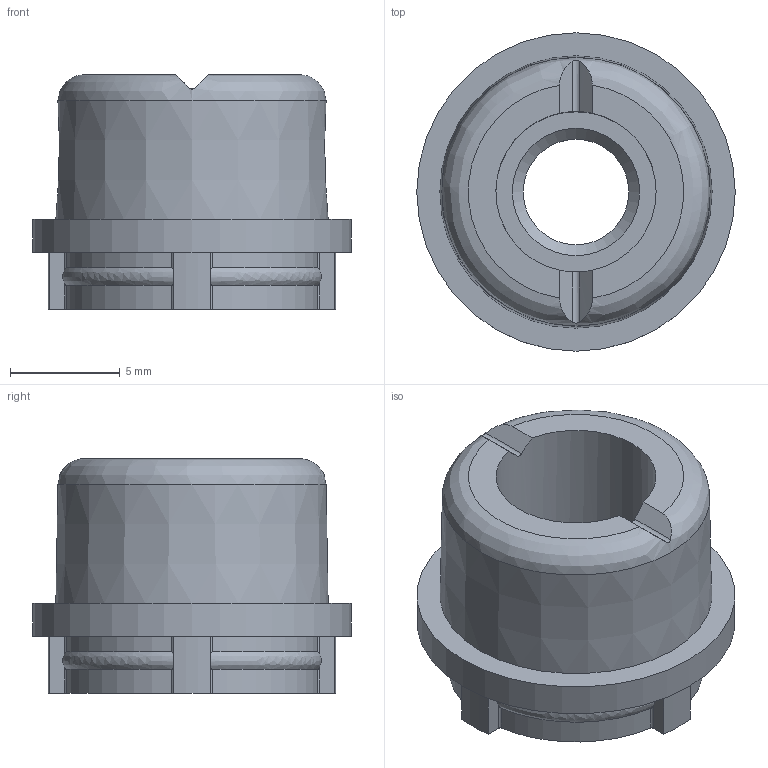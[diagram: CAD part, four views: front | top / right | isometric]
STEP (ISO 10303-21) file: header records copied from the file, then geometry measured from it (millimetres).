
FILE_DESCRIPTION(/* description */ (''),/* implementation_level */ '2;1');
FILE_NAME(/* name */ '100740438ugm000_a.stp',/* time_stamp */ '2017-09-26T12:30:00+02:00',/* author */ (''),/* organization */ (''),/* preprocessor_version */ 'ST-DEVELOPER v16',/* originating_system */ 'SIEMENS PLM Software NX 10.0',/* authorisation */ '');
FILE_SCHEMA (('AUTOMOTIVE_DESIGN { 1 0 10303 214 3 1 1 1 }'));
Length unit declared in the file: millimetre
Products named in the file (1): 100740438ugm000_a
Bounding box: 14.5 x 14.5 x 10.7 mm (x, y, z)
Volume: 859.5 mm3; surface area: 938.7 mm2
Topology: 1 solids, 1 shells, 62 faces, 170 edges, 114 vertices
Faces by surface type: cylinder 34, plane 20, bspline 5, cone 3
Full cylindrical faces by diameter (mm): 4.8 x1, 6.8 x1, 7.3 x1, 14.5 x1
Entity records: 2250 total; most frequent: CARTESIAN_POINT 689, ORIENTED_EDGE 322, DIRECTION 310, EDGE_CURVE 161, AXIS2_PLACEMENT_3D 123, VERTEX_POINT 113, EDGE_LOOP 76, LINE 64
